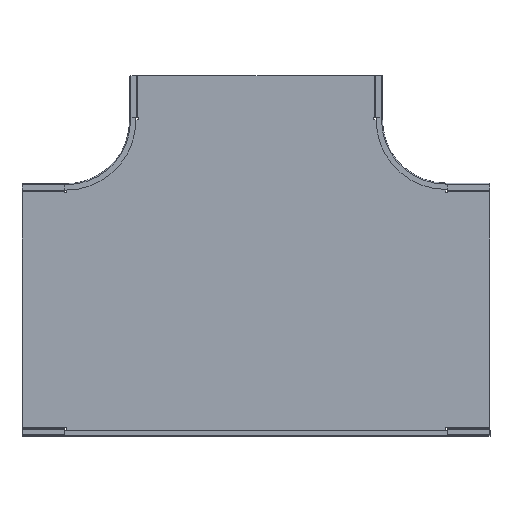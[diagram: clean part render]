
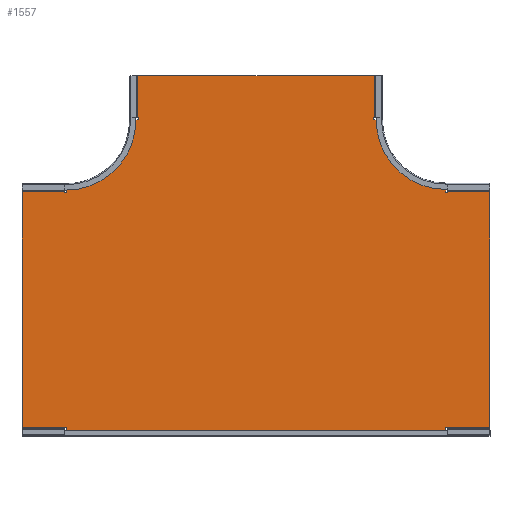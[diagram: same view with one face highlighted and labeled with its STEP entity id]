
A CAD part, front view. The second image highlights one B-rep face of the part: STEP entity #1557.
In plain terms, the highlighted planar face has unit normal (0, -1, 0).
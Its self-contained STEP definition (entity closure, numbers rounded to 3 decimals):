
#141=DIRECTION('',(1.,0.,0.));
#142=VECTOR('',#141,560.44);
#143=CARTESIAN_POINT('',(-180.22,-1.5,652.5));
#144=LINE('',#143,#142);
#145=DIRECTION('',(-1.,0.,0.007));
#146=VECTOR('',#145,0.72);
#147=CARTESIAN_POINT('',(380.22,-1.5,552.613));
#148=LINE('',#147,#146);
#149=DIRECTION('',(0.001,0.,-1.));
#150=VECTOR('',#149,5.);
#151=CARTESIAN_POINT('',(379.5,-1.5,552.618));
#152=LINE('',#151,#150);
#153=DIRECTION('',(1.,0.,-0.007));
#154=VECTOR('',#153,18.);
#155=CARTESIAN_POINT('',(379.504,-1.5,547.618));
#156=LINE('',#155,#154);
#157=CARTESIAN_POINT('',(550.,-1.5,546.5));
#158=DIRECTION('',(0.,-1.,0.));
#159=DIRECTION('',(-1.,0.,0.007));
#160=AXIS2_PLACEMENT_3D('',#157,#158,#159);
#162=DIRECTION('',(0.,0.,-1.));
#163=VECTOR('',#162,18.);
#164=CARTESIAN_POINT('',(550.,-1.5,394.));
#165=LINE('',#164,#163);
#166=DIRECTION('',(1.,0.,0.));
#167=VECTOR('',#166,5.);
#168=CARTESIAN_POINT('',(550.,-1.5,376.));
#169=LINE('',#168,#167);
#170=DIRECTION('',(0.,0.,1.));
#171=VECTOR('',#170,0.72);
#172=CARTESIAN_POINT('',(555.,-1.5,376.));
#173=LINE('',#172,#171);
#174=DIRECTION('',(0.,0.,-1.));
#175=VECTOR('',#174,559.44);
#176=CARTESIAN_POINT('',(655.,-1.5,376.72));
#177=LINE('',#176,#175);
#178=DIRECTION('',(0.,0.,1.));
#179=VECTOR('',#178,0.72);
#180=CARTESIAN_POINT('',(555.,-1.5,-182.72));
#181=LINE('',#180,#179);
#182=DIRECTION('',(-1.,0.,0.));
#183=VECTOR('',#182,5.);
#184=CARTESIAN_POINT('',(555.,-1.5,-182.));
#185=LINE('',#184,#183);
#186=DIRECTION('',(0.,0.,-1.));
#187=VECTOR('',#186,18.);
#188=CARTESIAN_POINT('',(550.,-1.5,-182.));
#189=LINE('',#188,#187);
#190=DIRECTION('',(0.,0.,-1.));
#191=VECTOR('',#190,18.);
#192=CARTESIAN_POINT('',(-350.,-1.5,-182.));
#193=LINE('',#192,#191);
#194=DIRECTION('',(1.,0.,0.));
#195=VECTOR('',#194,5.);
#196=CARTESIAN_POINT('',(-355.,-1.5,-182.));
#197=LINE('',#196,#195);
#198=DIRECTION('',(0.,0.,1.));
#199=VECTOR('',#198,0.72);
#200=CARTESIAN_POINT('',(-355.,-1.5,-182.72));
#201=LINE('',#200,#199);
#202=DIRECTION('',(0.,0.,-1.));
#203=VECTOR('',#202,559.44);
#204=CARTESIAN_POINT('',(-455.,-1.5,376.72));
#205=LINE('',#204,#203);
#206=DIRECTION('',(0.,0.,1.));
#207=VECTOR('',#206,0.72);
#208=CARTESIAN_POINT('',(-355.,-1.5,376.));
#209=LINE('',#208,#207);
#210=DIRECTION('',(-1.,0.,0.));
#211=VECTOR('',#210,5.);
#212=CARTESIAN_POINT('',(-350.,-1.5,376.));
#213=LINE('',#212,#211);
#214=DIRECTION('',(0.,0.,-1.));
#215=VECTOR('',#214,18.);
#216=CARTESIAN_POINT('',(-350.,-1.5,394.));
#217=LINE('',#216,#215);
#218=CARTESIAN_POINT('',(-350.,-1.5,546.5));
#219=DIRECTION('',(0.,1.,0.));
#220=DIRECTION('',(1.,0.,0.007));
#221=AXIS2_PLACEMENT_3D('',#218,#219,#220);
#223=DIRECTION('',(-1.,0.,-0.007));
#224=VECTOR('',#223,18.);
#225=CARTESIAN_POINT('',(-179.504,-1.5,547.618));
#226=LINE('',#225,#224);
#227=DIRECTION('',(-0.001,0.,-1.));
#228=VECTOR('',#227,5.);
#229=CARTESIAN_POINT('',(-179.5,-1.5,552.618));
#230=LINE('',#229,#228);
#231=DIRECTION('',(1.,0.,0.007));
#232=VECTOR('',#231,0.72);
#233=CARTESIAN_POINT('',(-180.22,-1.5,552.613));
#234=LINE('',#233,#232);
#313=DIRECTION('',(1.,0.,0.));
#314=VECTOR('',#313,900.);
#315=CARTESIAN_POINT('',(-350.,-1.5,-200.));
#316=LINE('',#315,#314);
#485=DIRECTION('',(-1.,0.,0.));
#486=VECTOR('',#485,100.);
#487=CARTESIAN_POINT('',(655.,-1.5,-182.72));
#488=LINE('',#487,#486);
#489=DIRECTION('',(1.,0.,0.));
#490=VECTOR('',#489,100.);
#491=CARTESIAN_POINT('',(555.,-1.5,376.72));
#492=LINE('',#491,#490);
#651=DIRECTION('',(0.,0.,-1.));
#652=VECTOR('',#651,99.887);
#653=CARTESIAN_POINT('',(380.22,-1.5,652.5));
#654=LINE('',#653,#652);
#821=DIRECTION('',(1.,0.,0.));
#822=VECTOR('',#821,100.);
#823=CARTESIAN_POINT('',(-455.,-1.5,-182.72));
#824=LINE('',#823,#822);
#924=DIRECTION('',(0.,0.,-1.));
#925=VECTOR('',#924,99.887);
#926=CARTESIAN_POINT('',(-180.22,-1.5,652.5));
#927=LINE('',#926,#925);
#1001=DIRECTION('',(-1.,0.,0.));
#1002=VECTOR('',#1001,100.);
#1003=CARTESIAN_POINT('',(-355.,-1.5,376.72));
#1004=LINE('',#1003,#1002);
#1213=CARTESIAN_POINT('',(-355.,-1.5,-182.72));
#1214=CARTESIAN_POINT('',(-355.,-1.5,-182.));
#1215=VERTEX_POINT('',#1213);
#1216=VERTEX_POINT('',#1214);
#1217=CARTESIAN_POINT('',(-350.,-1.5,-182.));
#1218=VERTEX_POINT('',#1217);
#1245=CARTESIAN_POINT('',(-180.22,-1.5,552.613));
#1246=CARTESIAN_POINT('',(-179.5,-1.5,552.618));
#1247=VERTEX_POINT('',#1245);
#1248=VERTEX_POINT('',#1246);
#1249=CARTESIAN_POINT('',(-179.504,-1.5,547.618));
#1250=VERTEX_POINT('',#1249);
#1251=CARTESIAN_POINT('',(-197.503,-1.5,547.5));
#1252=VERTEX_POINT('',#1251);
#1253=CARTESIAN_POINT('',(-350.,-1.5,394.));
#1254=VERTEX_POINT('',#1253);
#1255=CARTESIAN_POINT('',(-350.,-1.5,376.));
#1256=VERTEX_POINT('',#1255);
#1257=CARTESIAN_POINT('',(-355.,-1.5,376.));
#1258=VERTEX_POINT('',#1257);
#1259=CARTESIAN_POINT('',(-355.,-1.5,376.72));
#1260=VERTEX_POINT('',#1259);
#1261=CARTESIAN_POINT('',(-455.,-1.5,376.72));
#1262=CARTESIAN_POINT('',(-455.,-1.5,-182.72));
#1263=VERTEX_POINT('',#1261);
#1264=VERTEX_POINT('',#1262);
#1265=CARTESIAN_POINT('',(-180.22,-1.5,652.5));
#1266=VERTEX_POINT('',#1265);
#1269=CARTESIAN_POINT('',(555.,-1.5,-182.72));
#1270=CARTESIAN_POINT('',(555.,-1.5,-182.));
#1271=VERTEX_POINT('',#1269);
#1272=VERTEX_POINT('',#1270);
#1273=CARTESIAN_POINT('',(550.,-1.5,-182.));
#1274=VERTEX_POINT('',#1273);
#1301=CARTESIAN_POINT('',(380.22,-1.5,552.613));
#1302=CARTESIAN_POINT('',(379.5,-1.5,552.618));
#1303=VERTEX_POINT('',#1301);
#1304=VERTEX_POINT('',#1302);
#1305=CARTESIAN_POINT('',(379.504,-1.5,547.618));
#1306=VERTEX_POINT('',#1305);
#1307=CARTESIAN_POINT('',(397.503,-1.5,547.5));
#1308=VERTEX_POINT('',#1307);
#1309=CARTESIAN_POINT('',(550.,-1.5,394.));
#1310=VERTEX_POINT('',#1309);
#1311=CARTESIAN_POINT('',(550.,-1.5,376.));
#1312=VERTEX_POINT('',#1311);
#1313=CARTESIAN_POINT('',(555.,-1.5,376.));
#1314=VERTEX_POINT('',#1313);
#1315=CARTESIAN_POINT('',(555.,-1.5,376.72));
#1316=VERTEX_POINT('',#1315);
#1317=CARTESIAN_POINT('',(655.,-1.5,376.72));
#1318=CARTESIAN_POINT('',(655.,-1.5,-182.72));
#1319=VERTEX_POINT('',#1317);
#1320=VERTEX_POINT('',#1318);
#1321=CARTESIAN_POINT('',(380.22,-1.5,652.5));
#1322=VERTEX_POINT('',#1321);
#1325=CARTESIAN_POINT('',(-350.,-1.5,-200.));
#1326=CARTESIAN_POINT('',(550.,-1.5,-200.));
#1327=VERTEX_POINT('',#1325);
#1328=VERTEX_POINT('',#1326);
#1492=CARTESIAN_POINT('',(-350.,-1.5,546.5));
#1493=DIRECTION('',(0.,-1.,0.));
#1494=DIRECTION('',(0.,0.,-1.));
#1495=AXIS2_PLACEMENT_3D('',#1492,#1493,#1494);
#1496=PLANE('',#1495);
#1498=ORIENTED_EDGE('',*,*,#1497,.T.);
#1500=ORIENTED_EDGE('',*,*,#1499,.T.);
#1502=ORIENTED_EDGE('',*,*,#1501,.T.);
#1504=ORIENTED_EDGE('',*,*,#1503,.T.);
#1506=ORIENTED_EDGE('',*,*,#1505,.T.);
#1508=ORIENTED_EDGE('',*,*,#1507,.T.);
#1510=ORIENTED_EDGE('',*,*,#1509,.T.);
#1512=ORIENTED_EDGE('',*,*,#1511,.T.);
#1514=ORIENTED_EDGE('',*,*,#1513,.T.);
#1516=ORIENTED_EDGE('',*,*,#1515,.T.);
#1518=ORIENTED_EDGE('',*,*,#1517,.T.);
#1520=ORIENTED_EDGE('',*,*,#1519,.T.);
#1522=ORIENTED_EDGE('',*,*,#1521,.T.);
#1524=ORIENTED_EDGE('',*,*,#1523,.T.);
#1526=ORIENTED_EDGE('',*,*,#1525,.T.);
#1528=ORIENTED_EDGE('',*,*,#1527,.F.);
#1530=ORIENTED_EDGE('',*,*,#1529,.F.);
#1532=ORIENTED_EDGE('',*,*,#1531,.F.);
#1534=ORIENTED_EDGE('',*,*,#1533,.F.);
#1536=ORIENTED_EDGE('',*,*,#1535,.F.);
#1537=ORIENTED_EDGE('',*,*,#1455,.F.);
#1539=ORIENTED_EDGE('',*,*,#1538,.F.);
#1540=ORIENTED_EDGE('',*,*,#1375,.F.);
#1542=ORIENTED_EDGE('',*,*,#1541,.F.);
#1544=ORIENTED_EDGE('',*,*,#1543,.F.);
#1546=ORIENTED_EDGE('',*,*,#1545,.F.);
#1548=ORIENTED_EDGE('',*,*,#1547,.F.);
#1550=ORIENTED_EDGE('',*,*,#1549,.F.);
#1552=ORIENTED_EDGE('',*,*,#1551,.F.);
#1554=ORIENTED_EDGE('',*,*,#1553,.F.);
#1555=EDGE_LOOP('',(#1498,#1500,#1502,#1504,#1506,#1508,#1510,#1512,#1514,#1516,
#1518,#1520,#1522,#1524,#1526,#1528,#1530,#1532,#1534,#1536,#1537,#1539,#1540,
#1542,#1544,#1546,#1548,#1550,#1552,#1554));
#1556=FACE_OUTER_BOUND('',#1555,.F.);
#1557=ADVANCED_FACE('',(#1556),#1496,.T.);
#161=CIRCLE('',#160,152.5);
#222=CIRCLE('',#221,152.5);
#1375=EDGE_CURVE('',#1258,#1260,#209,.T.);
#1455=EDGE_CURVE('',#1263,#1264,#205,.T.);
#1497=EDGE_CURVE('',#1266,#1322,#144,.T.);
#1499=EDGE_CURVE('',#1322,#1303,#654,.T.);
#1501=EDGE_CURVE('',#1303,#1304,#148,.T.);
#1503=EDGE_CURVE('',#1304,#1306,#152,.T.);
#1505=EDGE_CURVE('',#1306,#1308,#156,.T.);
#1507=EDGE_CURVE('',#1308,#1310,#161,.T.);
#1509=EDGE_CURVE('',#1310,#1312,#165,.T.);
#1511=EDGE_CURVE('',#1312,#1314,#169,.T.);
#1513=EDGE_CURVE('',#1314,#1316,#173,.T.);
#1515=EDGE_CURVE('',#1316,#1319,#492,.T.);
#1517=EDGE_CURVE('',#1319,#1320,#177,.T.);
#1519=EDGE_CURVE('',#1320,#1271,#488,.T.);
#1521=EDGE_CURVE('',#1271,#1272,#181,.T.);
#1523=EDGE_CURVE('',#1272,#1274,#185,.T.);
#1525=EDGE_CURVE('',#1274,#1328,#189,.T.);
#1527=EDGE_CURVE('',#1327,#1328,#316,.T.);
#1529=EDGE_CURVE('',#1218,#1327,#193,.T.);
#1531=EDGE_CURVE('',#1216,#1218,#197,.T.);
#1533=EDGE_CURVE('',#1215,#1216,#201,.T.);
#1535=EDGE_CURVE('',#1264,#1215,#824,.T.);
#1538=EDGE_CURVE('',#1260,#1263,#1004,.T.);
#1541=EDGE_CURVE('',#1256,#1258,#213,.T.);
#1543=EDGE_CURVE('',#1254,#1256,#217,.T.);
#1545=EDGE_CURVE('',#1252,#1254,#222,.T.);
#1547=EDGE_CURVE('',#1250,#1252,#226,.T.);
#1549=EDGE_CURVE('',#1248,#1250,#230,.T.);
#1551=EDGE_CURVE('',#1247,#1248,#234,.T.);
#1553=EDGE_CURVE('',#1266,#1247,#927,.T.);
